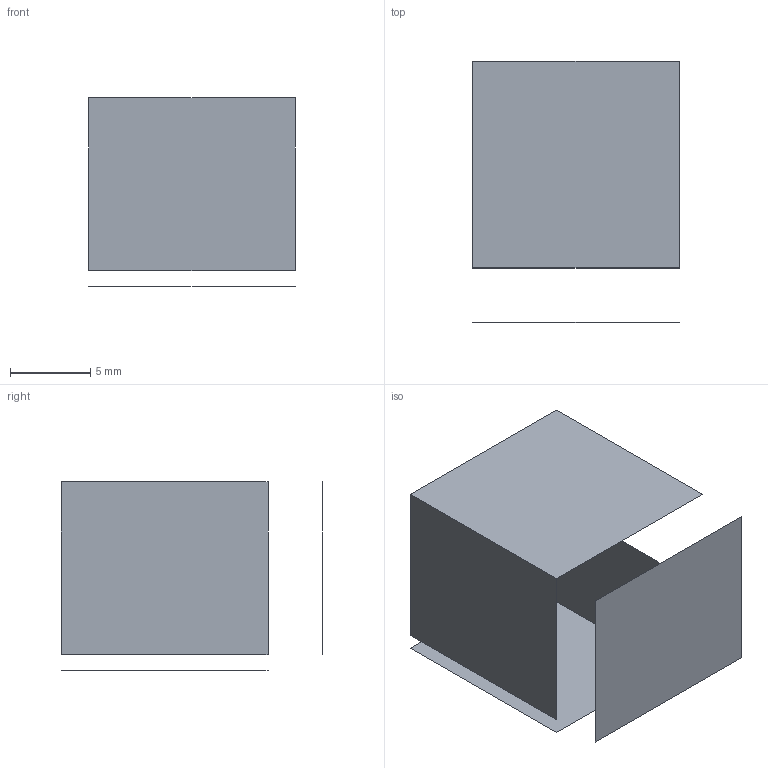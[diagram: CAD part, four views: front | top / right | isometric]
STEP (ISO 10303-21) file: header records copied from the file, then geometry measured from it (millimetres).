
FILE_DESCRIPTION(/* description */ (''),/* implementation_level */ '2;1');
FILE_NAME(/* name */ 'simple',/* time_stamp */ '2025-01-04T08:21:46+01:00',/* author */ (''),/* organization */ (''),/* preprocessor_version */ 'ST-DEVELOPER v16.5',/* originating_system */ '',/* authorisation */ '');
FILE_SCHEMA (('AUTOMOTIVE_DESIGN'));
Length unit declared in the file: millimetre
Products named in the file (1): Document
Bounding box: 12.86 x 16.25 x 11.73 mm (x, y, z)
Surface area: 812.8 mm2 (no closed solid volume)
Topology: 0 solids, 6 shells, 6 faces, 24 edges, 24 vertices
Faces by surface type: plane 6
Entity records: 252 total; most frequent: CARTESIAN_POINT 80, ORIENTED_EDGE 24, EDGE_CURVE 24, B_SPLINE_CURVE_WITH_KNOTS 24, VERTEX_POINT 24, DIRECTION 10, AXIS2_PLACEMENT_3D 8, PRESENTATION_LAYER_ASSIGNMENT 6
